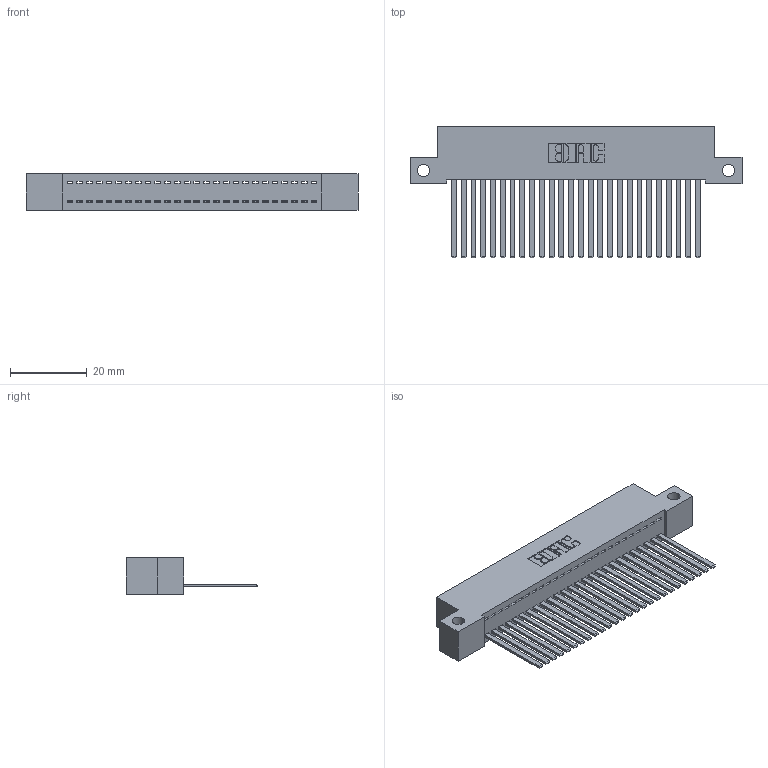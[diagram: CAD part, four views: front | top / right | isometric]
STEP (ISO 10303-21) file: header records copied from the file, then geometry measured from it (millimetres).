
FILE_DESCRIPTION (( 'STEP AP203' ), '1' );
FILE_NAME ('392-026-544-112.STEP', '2018-08-15T19:59:34', ( '' ), ( '' ), 'SwSTEP 2.0', 'SolidWorks 2016', '' );
FILE_SCHEMA (( 'CONFIG_CONTROL_DESIGN' ));
Length unit declared in the file: inch
Products named in the file (3): 345-292-001_345-293-144; 392-026-544-112; 342 Part_Side Mount
Assembly tree (27 placements, depth 2):
  392-026-544-112
    342 Part_Side Mount
    345-292-001_345-293-144  x26
Bounding box: 86.36 x 34.3 x 9.4 mm (x, y, z)
Volume: 7740.3 mm3; surface area: 11761.4 mm2
Topology: 27 solids, 27 shells, 1462 faces, 4407 edges, 2902 vertices
Faces by surface type: plane 1054, cylinder 408
Entity records: 17651 total; most frequent: CARTESIAN_POINT 3052, ORIENTED_EDGE 3014, DIRECTION 2603, EDGE_CURVE 1507, VECTOR 1383, LINE 1383, VERTEX_POINT 1002, AXIS2_PLACEMENT_3D 610
